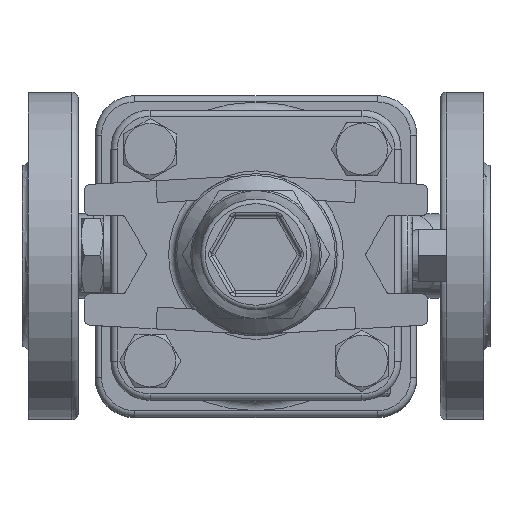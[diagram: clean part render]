
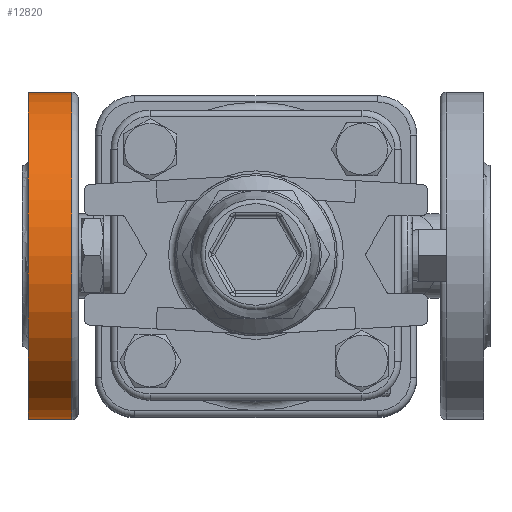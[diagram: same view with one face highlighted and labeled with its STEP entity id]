
A CAD part, top view. The second image highlights one B-rep face of the part: STEP entity #12820.
In plain terms, the highlighted cylindrical face has radius 52.5 mm (diameter 105 mm), a full revolution.
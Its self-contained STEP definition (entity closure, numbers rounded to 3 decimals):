
#472=FACE_BOUND('',#4645,.T.);
#2781=CYLINDRICAL_SURFACE('',#14197,52.5);
#3599=FACE_OUTER_BOUND('',#4644,.T.);
#4644=EDGE_LOOP('',(#11872));
#4645=EDGE_LOOP('',(#11873));
#5327=CIRCLE('',#14185,52.5);
#5332=CIRCLE('',#14191,52.5);
#6494=VERTEX_POINT('',#36742);
#6496=VERTEX_POINT('',#36750);
#8292=EDGE_CURVE('',#6494,#6494,#5327,.T.);
#8297=EDGE_CURVE('',#6496,#6496,#5332,.T.);
#11872=ORIENTED_EDGE('',*,*,#8292,.T.);
#11873=ORIENTED_EDGE('',*,*,#8297,.F.);
#12820=ADVANCED_FACE('',(#3599,#472),#2781,.T.);
#14185=AXIS2_PLACEMENT_3D('',#36743,#17577,#17578);
#14191=AXIS2_PLACEMENT_3D('',#36751,#17589,#17590);
#14197=AXIS2_PLACEMENT_3D('',#36761,#17601,#17602);
#17577=DIRECTION('center_axis',(1.,0.,0.));
#17578=DIRECTION('ref_axis',(0.,0.,-1.));
#17589=DIRECTION('center_axis',(1.,0.,0.));
#17590=DIRECTION('ref_axis',(0.,0.,-1.));
#17601=DIRECTION('center_axis',(1.,0.,0.));
#17602=DIRECTION('ref_axis',(0.,0.,-1.));
#36742=CARTESIAN_POINT('',(-73.,0.,130.5));
#36743=CARTESIAN_POINT('Origin',(-73.,0.,78.));
#36750=CARTESIAN_POINT('',(-59.,0.,130.5));
#36751=CARTESIAN_POINT('Origin',(-59.,0.,78.));
#36761=CARTESIAN_POINT('Origin',(-75.,0.,78.));
